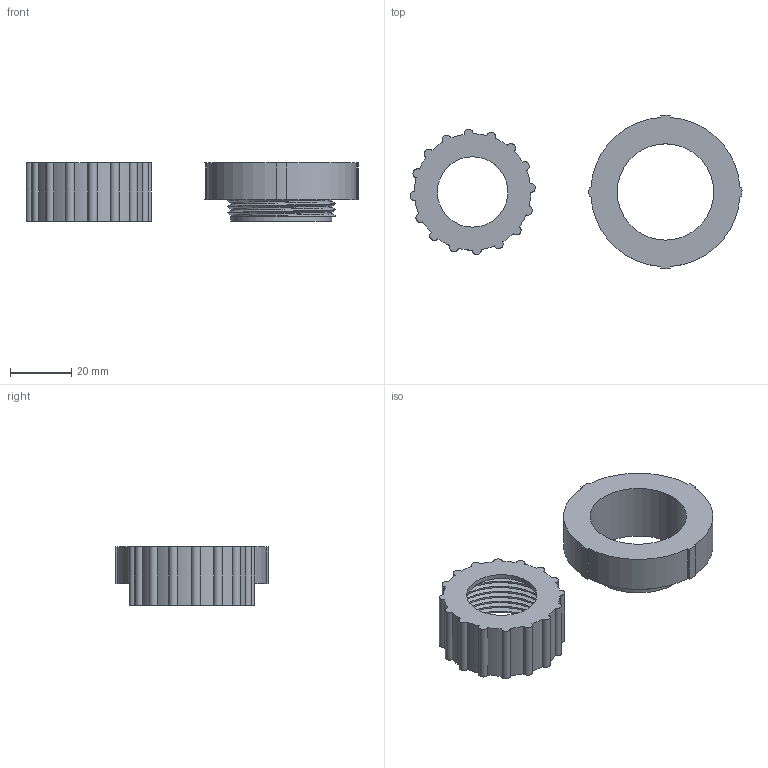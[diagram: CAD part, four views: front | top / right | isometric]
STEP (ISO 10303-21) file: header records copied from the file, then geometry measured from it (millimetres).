
FILE_DESCRIPTION(/* description */ (''),/* implementation_level */ '2;1');
FILE_NAME(/* name */ 'Motor retainer.step',/* time_stamp */ '2024-02-17T23:19:41+01:00',/* author */ (''),/* organization */ (''),/* preprocessor_version */ 'ST-DEVELOPER v20',/* originating_system */ 'Autodesk Translation Framework v12.14.0.127',/* authorisation */ '');
FILE_SCHEMA (('AUTOMOTIVE_DESIGN { 1 0 10303 214 3 1 1 }'));
Length unit declared in the file: millimetre
Products named in the file (1): Motor retainer
Bounding box: 108.45 x 49.99 x 19 mm (x, y, z)
Volume: 9769 mm3; surface area: 18413.4 mm2
Topology: 2 solids, 2 shells, 103 faces, 285 edges, 190 vertices
Faces by surface type: cylinder 83, plane 16, bspline 4
Full cylindrical faces by diameter (mm): 23 x1, 31.5 x1, 33 x1, 33.129 x7, 34.023 x8, 35.422 x8, 36.257 x8, 47.2 x1
Entity records: 8429 total; most frequent: CARTESIAN_POINT 5834, ORIENTED_EDGE 570, DIRECTION 497, EDGE_CURVE 285, AXIS2_PLACEMENT_3D 197, VERTEX_POINT 190, EDGE_LOOP 111, FACE_OUTER_BOUND 103
